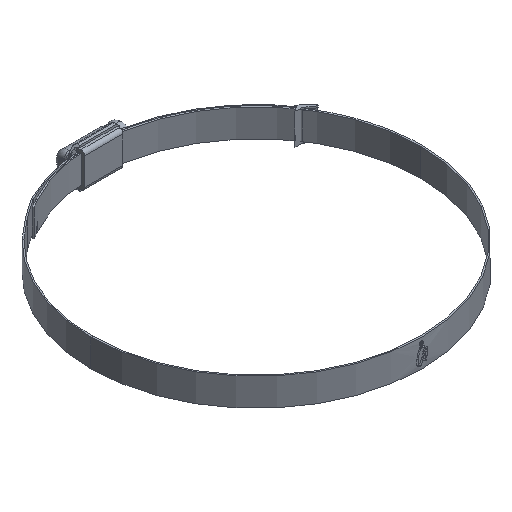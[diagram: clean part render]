
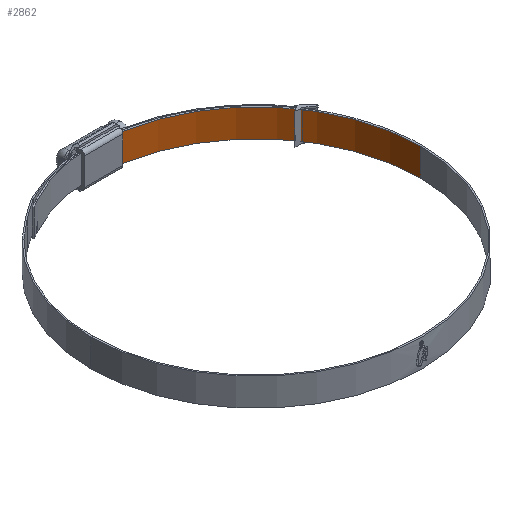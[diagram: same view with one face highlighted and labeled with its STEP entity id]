
A CAD part, isometric view. The second image highlights one B-rep face of the part: STEP entity #2862.
In plain terms, the highlighted cylindrical face has radius 95 mm (diameter 190 mm), a partial arc.
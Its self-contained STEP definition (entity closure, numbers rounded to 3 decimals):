
#568 = AXIS2_PLACEMENT_3D ( 'NONE', #1890, #1182, #2901 ) ;
#1168 = DIRECTION ( 'NONE',  ( 0., 0., -1. ) ) ;
#1182 = DIRECTION ( 'NONE',  ( 0., 0., -1. ) ) ;
#1565 = ORIENTED_EDGE ( 'NONE', *, *, #5151, .F. ) ;
#1567 = DIRECTION ( 'NONE',  ( 0., 0., 1. ) ) ;
#1637 = AXIS2_PLACEMENT_3D ( 'NONE', #8971, #4541, #8093 ) ;
#1655 = LINE ( 'NONE', #5236, #10457 ) ;
#1681 = ORIENTED_EDGE ( 'NONE', *, *, #11437, .F. ) ;
#1841 = CYLINDRICAL_SURFACE ( 'NONE', #1637, 95. ) ;
#1890 = CARTESIAN_POINT ( 'NONE',  ( 0., 0., 8. ) ) ;
#1994 = CARTESIAN_POINT ( 'NONE',  ( 0., 0., -8. ) ) ;
#2657 = CIRCLE ( 'NONE', #3765, 95. ) ;
#2862 = ADVANCED_FACE ( 'NONE', ( #9873 ), #1841, .F. ) ;
#2901 = DIRECTION ( 'NONE',  ( -1., 0., 0. ) ) ;
#2946 = DIRECTION ( 'NONE',  ( -1., 0., 0. ) ) ;
#3256 = EDGE_CURVE ( 'NONE', #7509, #5407, #11367, .T. ) ;
#3765 = AXIS2_PLACEMENT_3D ( 'NONE', #1994, #1168, #2946 ) ;
#3795 = EDGE_CURVE ( 'NONE', #7233, #7509, #2657, .T. ) ;
#4379 = ORIENTED_EDGE ( 'NONE', *, *, #3256, .T. ) ;
#4541 = DIRECTION ( 'NONE',  ( 0., 0., 1. ) ) ;
#4617 = ORIENTED_EDGE ( 'NONE', *, *, #3795, .T. ) ;
#5151 = EDGE_CURVE ( 'NONE', #7943, #5407, #11432, .T. ) ;
#5236 = CARTESIAN_POINT ( 'NONE',  ( 0., 95., -8. ) ) ;
#5407 = VERTEX_POINT ( 'NONE', #7895 ) ;
#5972 = CARTESIAN_POINT ( 'NONE',  ( 95., 0., -8. ) ) ;
#7233 = VERTEX_POINT ( 'NONE', #10162 ) ;
#7509 = VERTEX_POINT ( 'NONE', #7937 ) ;
#7895 = CARTESIAN_POINT ( 'NONE',  ( 95., 0., 8. ) ) ;
#7937 = CARTESIAN_POINT ( 'NONE',  ( 95., 0., -8. ) ) ;
#7943 = VERTEX_POINT ( 'NONE', #9754 ) ;
#8093 = DIRECTION ( 'NONE',  ( 1., 0., 0. ) ) ;
#8377 = EDGE_LOOP ( 'NONE', ( #4617, #4379, #1565, #1681 ) ) ;
#8791 = DIRECTION ( 'NONE',  ( 0., 0., 1. ) ) ;
#8971 = CARTESIAN_POINT ( 'NONE',  ( 0., 0., -8. ) ) ;
#9754 = CARTESIAN_POINT ( 'NONE',  ( 0., 95., 8. ) ) ;
#9873 = FACE_OUTER_BOUND ( 'NONE', #8377, .T. ) ;
#9891 = VECTOR ( 'NONE', #1567, 1000. ) ;
#10162 = CARTESIAN_POINT ( 'NONE',  ( 0., 95., -8. ) ) ;
#10457 = VECTOR ( 'NONE', #8791, 1000. ) ;
#11367 = LINE ( 'NONE', #5972, #9891 ) ;
#11432 = CIRCLE ( 'NONE', #568, 95. ) ;
#11437 = EDGE_CURVE ( 'NONE', #7233, #7943, #1655, .T. ) ;
